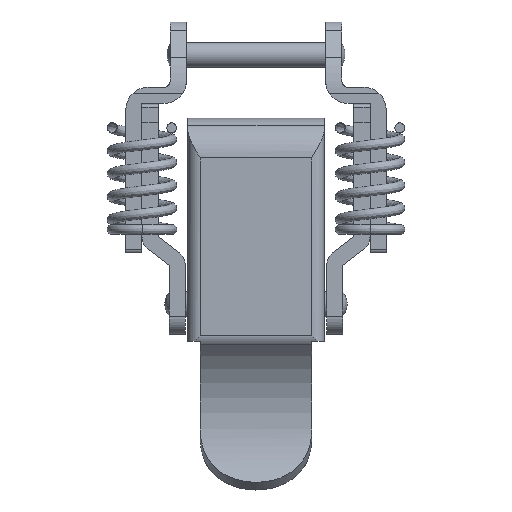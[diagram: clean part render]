
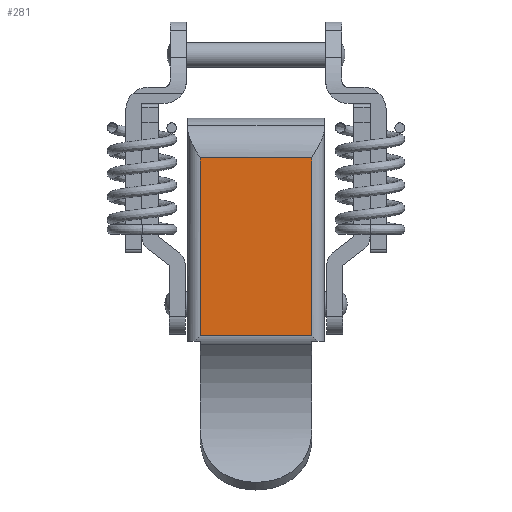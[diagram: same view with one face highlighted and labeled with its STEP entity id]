
A CAD part, front view. The second image highlights one B-rep face of the part: STEP entity #281.
In plain terms, the highlighted planar face has unit normal (0, -1, 0).
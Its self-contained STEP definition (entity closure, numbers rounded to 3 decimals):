
#281=ADVANCED_FACE('',(#925),#924,.T.);
#924=PLANE('',#2651);
#925=FACE_OUTER_BOUND('',#2652,.T.);
#2648=CARTESIAN_POINT('',(-10.8,-6.935,-3.537));
#2649=DIRECTION('',(0.,-1.,0.));
#2650=DIRECTION('',(0.,0.,-1.));
#2651=AXIS2_PLACEMENT_3D('',#2648,#2649,#2650);
#2652=EDGE_LOOP('',(#4497,#4498,#4499,#4500));
#4497=ORIENTED_EDGE('',*,*,#5436,.T.);
#4498=ORIENTED_EDGE('',*,*,#5437,.T.);
#4499=ORIENTED_EDGE('',*,*,#5438,.T.);
#4500=ORIENTED_EDGE('',*,*,#5439,.T.);
#5436=EDGE_CURVE('',#6814,#6815,#6816,.T.);
#5437=EDGE_CURVE('',#6815,#6822,#6823,.T.);
#5438=EDGE_CURVE('',#6822,#6829,#6830,.T.);
#5439=EDGE_CURVE('',#6829,#6814,#6836,.T.);
#6814=VERTEX_POINT('',#9957);
#6815=VERTEX_POINT('',#9958);
#6816=LINE('',#9959,#9960);
#6822=VERTEX_POINT('',#9962);
#6823=LINE('',#9963,#9964);
#6829=VERTEX_POINT('',#9966);
#6830=LINE('',#9967,#9968);
#6836=LINE('',#9970,#9971);
#9957=CARTESIAN_POINT('',(-9.,-6.935,-6.402));
#9958=CARTESIAN_POINT('',(-9.,-6.935,-35.044));
#9959=CARTESIAN_POINT('',(-9.,-6.935,-6.402));
#9960=VECTOR('',#9961,28.643);
#9961=DIRECTION('',(0.,0.,-1.));
#9962=CARTESIAN_POINT('',(9.,-6.935,-35.044));
#9963=CARTESIAN_POINT('',(-9.,-6.935,-35.044));
#9964=VECTOR('',#9965,18.);
#9965=DIRECTION('',(1.,0.,0.));
#9966=CARTESIAN_POINT('',(9.,-6.935,-6.402));
#9967=CARTESIAN_POINT('',(9.,-6.935,-35.044));
#9968=VECTOR('',#9969,28.643);
#9969=DIRECTION('',(0.,0.,1.));
#9970=CARTESIAN_POINT('',(9.,-6.935,-6.402));
#9971=VECTOR('',#9972,18.);
#9972=DIRECTION('',(-1.,0.,0.));
